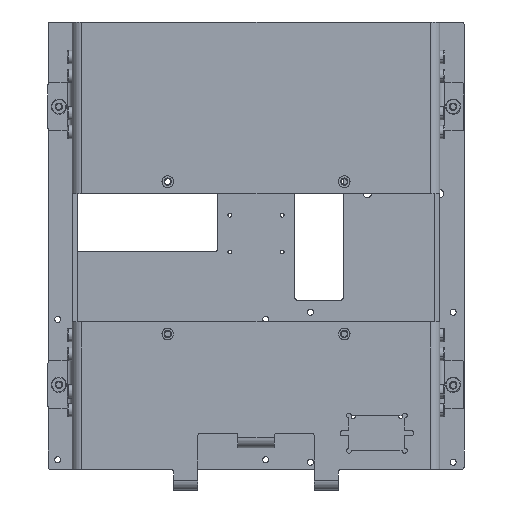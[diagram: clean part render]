
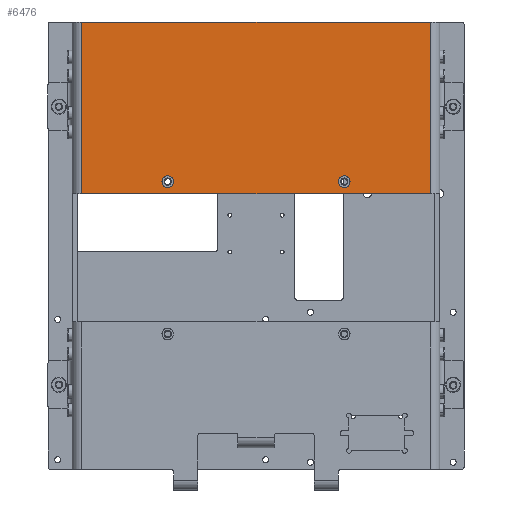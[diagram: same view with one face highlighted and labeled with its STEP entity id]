
A CAD part, front view. The second image highlights one B-rep face of the part: STEP entity #6476.
In plain terms, the highlighted planar face has unit normal (0, -1, 0).
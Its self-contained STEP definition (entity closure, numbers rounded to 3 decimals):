
#585 = LINE ( 'NONE', #736, #9231 ) ;
#636 = CARTESIAN_POINT ( 'NONE',  ( -74., -2., 0. ) ) ;
#676 = VERTEX_POINT ( 'NONE', #10763 ) ;
#736 = CARTESIAN_POINT ( 'NONE',  ( 72., -2., -71. ) ) ;
#763 = EDGE_CURVE ( 'NONE', #11889, #676, #5744, .T. ) ;
#892 = CIRCLE ( 'NONE', #9429, 2.395 ) ;
#1092 = CARTESIAN_POINT ( 'NONE',  ( 72., -2., -185. ) ) ;
#1109 = AXIS2_PLACEMENT_3D ( 'NONE', #12649, #6638, #1781 ) ;
#1147 = VERTEX_POINT ( 'NONE', #15617 ) ;
#1527 = CARTESIAN_POINT ( 'NONE',  ( -36.5, -2., -66. ) ) ;
#1781 = DIRECTION ( 'NONE',  ( 0., 0., -1. ) ) ;
#1787 = DIRECTION ( 'NONE',  ( 0., -1., 0. ) ) ;
#2240 = EDGE_CURVE ( 'NONE', #13534, #1147, #6357, .T. ) ;
#2302 = ORIENTED_EDGE ( 'NONE', *, *, #4665, .F. ) ;
#2357 = CIRCLE ( 'NONE', #11417, 2.395 ) ;
#2755 = FACE_BOUND ( 'NONE', #13860, .T. ) ;
#2942 = EDGE_CURVE ( 'NONE', #13534, #11889, #585, .T. ) ;
#3234 = DIRECTION ( 'NONE',  ( 0., 0., 1. ) ) ;
#3617 = DIRECTION ( 'NONE',  ( 0., 0., 1. ) ) ;
#3815 = ORIENTED_EDGE ( 'NONE', *, *, #11579, .F. ) ;
#4131 = ORIENTED_EDGE ( 'NONE', *, *, #763, .F. ) ;
#4272 = AXIS2_PLACEMENT_3D ( 'NONE', #1527, #7523, #12485 ) ;
#4308 = DIRECTION ( 'NONE',  ( -1., 0., 0. ) ) ;
#4658 = CARTESIAN_POINT ( 'NONE',  ( -36.5, -2., -68.395 ) ) ;
#4665 = EDGE_CURVE ( 'NONE', #13606, #15388, #2357, .T. ) ;
#5194 = PLANE ( 'NONE',  #8310 ) ;
#5274 = CARTESIAN_POINT ( 'NONE',  ( -36.5, -2., -66. ) ) ;
#5744 = LINE ( 'NONE', #9388, #9052 ) ;
#5871 = EDGE_LOOP ( 'NONE', ( #4131, #11502, #12666, #11933 ) ) ;
#6156 = CARTESIAN_POINT ( 'NONE',  ( -72., -2., -71. ) ) ;
#6268 = DIRECTION ( 'NONE',  ( 0., -1., 0. ) ) ;
#6357 = LINE ( 'NONE', #1092, #14396 ) ;
#6476 = ADVANCED_FACE ( 'NONE', ( #2755, #7932, #11752 ), #5194, .T. ) ;
#6484 = DIRECTION ( 'NONE',  ( 0., 0., -1. ) ) ;
#6638 = DIRECTION ( 'NONE',  ( 0., -1., 0. ) ) ;
#6699 = DIRECTION ( 'NONE',  ( 1., 0., 0. ) ) ;
#7523 = DIRECTION ( 'NONE',  ( 0., -1., 0. ) ) ;
#7578 = VERTEX_POINT ( 'NONE', #4658 ) ;
#7656 = CARTESIAN_POINT ( 'NONE',  ( -36.5, -2., -63.605 ) ) ;
#7932 = FACE_BOUND ( 'NONE', #11896, .T. ) ;
#8268 = VERTEX_POINT ( 'NONE', #7656 ) ;
#8310 = AXIS2_PLACEMENT_3D ( 'NONE', #10280, #10445, #10122 ) ;
#8533 = DIRECTION ( 'NONE',  ( 0., 0., -1. ) ) ;
#8692 = ORIENTED_EDGE ( 'NONE', *, *, #15903, .F. ) ;
#8694 = CARTESIAN_POINT ( 'NONE',  ( 36.5, -2., -66. ) ) ;
#8868 = CIRCLE ( 'NONE', #1109, 2.395 ) ;
#9052 = VECTOR ( 'NONE', #3234, 1000. ) ;
#9231 = VECTOR ( 'NONE', #4308, 1000. ) ;
#9388 = CARTESIAN_POINT ( 'NONE',  ( -72., -2., -185. ) ) ;
#9429 = AXIS2_PLACEMENT_3D ( 'NONE', #5274, #1787, #6484 ) ;
#9624 = CARTESIAN_POINT ( 'NONE',  ( 36.5, -2., -68.395 ) ) ;
#10122 = DIRECTION ( 'NONE',  ( 0., 0., -1. ) ) ;
#10259 = EDGE_CURVE ( 'NONE', #15388, #13606, #8868, .T. ) ;
#10280 = CARTESIAN_POINT ( 'NONE',  ( -74., -2., -185. ) ) ;
#10445 = DIRECTION ( 'NONE',  ( 0., -1., 0. ) ) ;
#10763 = CARTESIAN_POINT ( 'NONE',  ( -72., -2., 0. ) ) ;
#10971 = CIRCLE ( 'NONE', #4272, 2.395 ) ;
#11417 = AXIS2_PLACEMENT_3D ( 'NONE', #8694, #6268, #8533 ) ;
#11502 = ORIENTED_EDGE ( 'NONE', *, *, #2942, .F. ) ;
#11579 = EDGE_CURVE ( 'NONE', #7578, #8268, #892, .T. ) ;
#11752 = FACE_OUTER_BOUND ( 'NONE', #5871, .T. ) ;
#11815 = LINE ( 'NONE', #636, #15124 ) ;
#11889 = VERTEX_POINT ( 'NONE', #6156 ) ;
#11896 = EDGE_LOOP ( 'NONE', ( #2302, #13273 ) ) ;
#11933 = ORIENTED_EDGE ( 'NONE', *, *, #15972, .F. ) ;
#12485 = DIRECTION ( 'NONE',  ( 0., 0., -1. ) ) ;
#12649 = CARTESIAN_POINT ( 'NONE',  ( 36.5, -2., -66. ) ) ;
#12666 = ORIENTED_EDGE ( 'NONE', *, *, #2240, .T. ) ;
#13273 = ORIENTED_EDGE ( 'NONE', *, *, #10259, .F. ) ;
#13534 = VERTEX_POINT ( 'NONE', #15812 ) ;
#13606 = VERTEX_POINT ( 'NONE', #14928 ) ;
#13860 = EDGE_LOOP ( 'NONE', ( #8692, #3815 ) ) ;
#14396 = VECTOR ( 'NONE', #3617, 1000. ) ;
#14928 = CARTESIAN_POINT ( 'NONE',  ( 36.5, -2., -63.605 ) ) ;
#15124 = VECTOR ( 'NONE', #6699, 1000. ) ;
#15388 = VERTEX_POINT ( 'NONE', #9624 ) ;
#15617 = CARTESIAN_POINT ( 'NONE',  ( 72., -2., 0. ) ) ;
#15812 = CARTESIAN_POINT ( 'NONE',  ( 72., -2., -71. ) ) ;
#15903 = EDGE_CURVE ( 'NONE', #8268, #7578, #10971, .T. ) ;
#15972 = EDGE_CURVE ( 'NONE', #676, #1147, #11815, .T. ) ;
